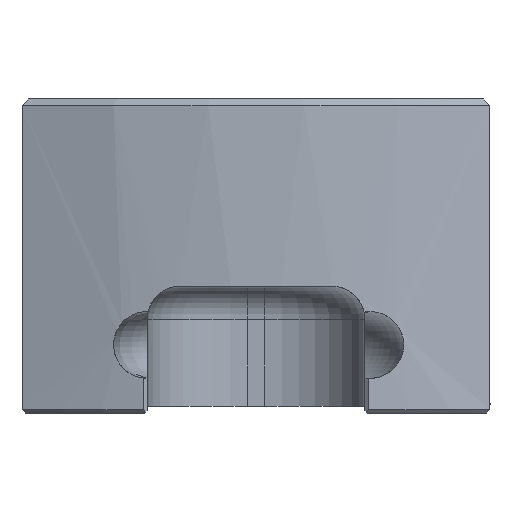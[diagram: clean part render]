
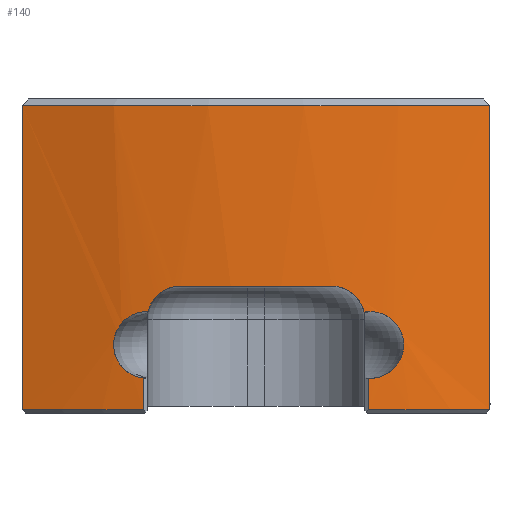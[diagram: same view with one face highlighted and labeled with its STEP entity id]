
A CAD part, left-side view. The second image highlights one B-rep face of the part: STEP entity #140.
In plain terms, the highlighted cylindrical face has radius 95 mm (diameter 190 mm), a partial arc.
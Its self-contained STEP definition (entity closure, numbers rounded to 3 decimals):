
#67=CYLINDRICAL_SURFACE('',#1533,95.);
#99=B_SPLINE_CURVE_WITH_KNOTS('',3,(#2305,#2306,#2307,#2308,#2309,#2310),
 .UNSPECIFIED.,.F.,.F.,(4,2,4),(0.,0.5,1.),.UNSPECIFIED.);
#100=B_SPLINE_CURVE_WITH_KNOTS('',3,(#2313,#2314,#2315,#2316,#2317,#2318,
#2319,#2320,#2321,#2322),.UNSPECIFIED.,.F.,.F.,(4,2,2,2,4),(0.,0.25,0.5,
0.75,1.),.UNSPECIFIED.);
#101=B_SPLINE_CURVE_WITH_KNOTS('',3,(#2335,#2336,#2337,#2338,#2339,#2340,
#2341,#2342,#2343,#2344),.UNSPECIFIED.,.F.,.F.,(4,2,2,2,4),(0.,0.25,0.5,
0.75,1.),.UNSPECIFIED.);
#102=B_SPLINE_CURVE_WITH_KNOTS('',3,(#2346,#2347,#2348,#2349,#2350,#2351),
 .UNSPECIFIED.,.F.,.F.,(4,2,4),(0.,0.5,1.),.UNSPECIFIED.);
#140=ADVANCED_FACE('',(#265),#67,.T.);
#265=FACE_OUTER_BOUND('',#347,.T.);
#347=EDGE_LOOP('',(#575,#576,#577,#578,#579,#580,#581,#582,#583,#584,#585,
#586,#587));
#430=CIRCLE('',#1527,95.);
#431=CIRCLE('',#1529,95.);
#432=CIRCLE('',#1530,95.);
#433=CIRCLE('',#1531,95.);
#434=CIRCLE('',#1532,95.);
#575=ORIENTED_EDGE('',*,*,#1104,.T.);
#576=ORIENTED_EDGE('',*,*,#1105,.T.);
#577=ORIENTED_EDGE('',*,*,#1106,.F.);
#578=ORIENTED_EDGE('',*,*,#1107,.T.);
#579=ORIENTED_EDGE('',*,*,#1108,.F.);
#580=ORIENTED_EDGE('',*,*,#1109,.T.);
#581=ORIENTED_EDGE('',*,*,#1103,.F.);
#582=ORIENTED_EDGE('',*,*,#1054,.F.);
#583=ORIENTED_EDGE('',*,*,#1110,.F.);
#584=ORIENTED_EDGE('',*,*,#1111,.T.);
#585=ORIENTED_EDGE('',*,*,#1112,.T.);
#586=ORIENTED_EDGE('',*,*,#1113,.T.);
#587=ORIENTED_EDGE('',*,*,#1114,.T.);
#911=VERTEX_POINT('',#2107);
#917=VERTEX_POINT('',#2129);
#955=VERTEX_POINT('',#2289);
#956=VERTEX_POINT('',#2311);
#957=VERTEX_POINT('',#2312);
#958=VERTEX_POINT('',#2323);
#959=VERTEX_POINT('',#2325);
#960=VERTEX_POINT('',#2327);
#961=VERTEX_POINT('',#2329);
#962=VERTEX_POINT('',#2332);
#963=VERTEX_POINT('',#2334);
#964=VERTEX_POINT('',#2345);
#965=VERTEX_POINT('',#2352);
#1054=EDGE_CURVE('',#911,#917,#1255,.T.);
#1103=EDGE_CURVE('',#917,#955,#430,.T.);
#1104=EDGE_CURVE('',#956,#957,#99,.T.);
#1105=EDGE_CURVE('',#957,#958,#100,.T.);
#1106=EDGE_CURVE('',#959,#958,#431,.T.);
#1107=EDGE_CURVE('',#959,#960,#1281,.T.);
#1108=EDGE_CURVE('',#961,#960,#432,.T.);
#1109=EDGE_CURVE('',#961,#955,#1282,.T.);
#1110=EDGE_CURVE('',#962,#911,#433,.T.);
#1111=EDGE_CURVE('',#962,#963,#1283,.T.);
#1112=EDGE_CURVE('',#963,#964,#101,.T.);
#1113=EDGE_CURVE('',#964,#965,#102,.T.);
#1114=EDGE_CURVE('',#965,#956,#434,.T.);
#1255=LINE('',#2128,#1373);
#1281=LINE('',#2326,#1399);
#1282=LINE('',#2330,#1400);
#1283=LINE('',#2333,#1401);
#1373=VECTOR('',#1698,1.);
#1399=VECTOR('',#1774,1.);
#1400=VECTOR('',#1777,1.);
#1401=VECTOR('',#1780,1.);
#1527=AXIS2_PLACEMENT_3D('',#2303,#1768,#1769);
#1529=AXIS2_PLACEMENT_3D('',#2324,#1772,#1773);
#1530=AXIS2_PLACEMENT_3D('',#2328,#1775,#1776);
#1531=AXIS2_PLACEMENT_3D('',#2331,#1778,#1779);
#1532=AXIS2_PLACEMENT_3D('',#2353,#1781,#1782);
#1533=AXIS2_PLACEMENT_3D('',#2354,#1783,#1784);
#1698=DIRECTION('',(0.,0.,1.));
#1768=DIRECTION('',(0.,0.,1.));
#1769=DIRECTION('',(-0.93,0.368,0.));
#1772=DIRECTION('',(0.,0.,1.));
#1773=DIRECTION('',(-0.984,-0.178,0.));
#1774=DIRECTION('',(0.,0.,-1.));
#1775=DIRECTION('',(0.,0.,-1.));
#1776=DIRECTION('',(-0.93,-0.368,0.));
#1777=DIRECTION('',(0.,0.,1.));
#1778=DIRECTION('',(0.,0.,-1.));
#1779=DIRECTION('',(-0.984,0.178,0.));
#1780=DIRECTION('',(0.,0.,1.));
#1781=DIRECTION('',(0.,0.,1.));
#1782=DIRECTION('',(-1.,0.,0.));
#1783=DIRECTION('',(0.,0.,1.));
#1784=DIRECTION('',(-1.,0.,0.));
#2107=CARTESIAN_POINT('',(-240.318,35.,-46.5));
#2128=CARTESIAN_POINT('',(-240.318,35.,-46.5));
#2129=CARTESIAN_POINT('',(-240.318,35.,-1.));
#2289=CARTESIAN_POINT('',(-240.318,-35.,-1.));
#2303=CARTESIAN_POINT('',(-152.,0.,-1.));
#2305=CARTESIAN_POINT('',(-246.326,-11.3,-28.));
#2306=CARTESIAN_POINT('',(-246.19,-12.431,-28.));
#2307=CARTESIAN_POINT('',(-246.036,-13.527,-28.383));
#2308=CARTESIAN_POINT('',(-245.765,-15.295,-29.789));
#2309=CARTESIAN_POINT('',(-245.657,-15.921,-30.776));
#2310=CARTESIAN_POINT('',(-245.613,-16.174,-31.886));
#2311=CARTESIAN_POINT('',(-246.326,-11.3,-28.));
#2312=CARTESIAN_POINT('',(-245.613,-16.174,-31.886));
#2313=CARTESIAN_POINT('',(-245.613,-16.174,-31.886));
#2314=CARTESIAN_POINT('',(-245.376,-17.545,-31.628));
#2315=CARTESIAN_POINT('',(-245.09,-18.987,-31.97));
#2316=CARTESIAN_POINT('',(-244.613,-21.19,-33.613));
#2317=CARTESIAN_POINT('',(-244.431,-21.943,-34.924));
#2318=CARTESIAN_POINT('',(-244.367,-22.211,-37.721));
#2319=CARTESIAN_POINT('',(-244.489,-21.717,-39.165));
#2320=CARTESIAN_POINT('',(-244.908,-19.849,-41.199));
#2321=CARTESIAN_POINT('',(-245.194,-18.492,-41.8));
#2322=CARTESIAN_POINT('',(-245.448,-17.1,-41.8));
#2323=CARTESIAN_POINT('',(-245.448,-17.1,-41.8));
#2324=CARTESIAN_POINT('',(-152.,0.,-41.8));
#2325=CARTESIAN_POINT('',(-245.487,-16.889,-41.8));
#2326=CARTESIAN_POINT('',(-245.487,-16.889,-41.8));
#2327=CARTESIAN_POINT('',(-245.487,-16.889,-46.5));
#2328=CARTESIAN_POINT('',(-152.,0.,-46.5));
#2329=CARTESIAN_POINT('',(-240.318,-35.,-46.5));
#2330=CARTESIAN_POINT('',(-240.318,-35.,-46.5));
#2331=CARTESIAN_POINT('',(-152.,0.,-46.5));
#2332=CARTESIAN_POINT('',(-245.487,16.889,-46.5));
#2333=CARTESIAN_POINT('',(-245.487,16.889,-46.5));
#2334=CARTESIAN_POINT('',(-245.487,16.889,-41.765));
#2335=CARTESIAN_POINT('',(-245.487,16.889,-41.765));
#2336=CARTESIAN_POINT('',(-245.258,18.156,-41.615));
#2337=CARTESIAN_POINT('',(-245.015,19.334,-40.973));
#2338=CARTESIAN_POINT('',(-244.663,20.959,-39.016));
#2339=CARTESIAN_POINT('',(-244.563,21.381,-37.702));
#2340=CARTESIAN_POINT('',(-244.606,21.191,-35.153));
#2341=CARTESIAN_POINT('',(-244.749,20.58,-33.92));
#2342=CARTESIAN_POINT('',(-245.149,18.686,-32.226));
#2343=CARTESIAN_POINT('',(-245.396,17.431,-31.765));
#2344=CARTESIAN_POINT('',(-245.616,16.154,-31.802));
#2345=CARTESIAN_POINT('',(-245.616,16.154,-31.802));
#2346=CARTESIAN_POINT('',(-245.616,16.154,-31.802));
#2347=CARTESIAN_POINT('',(-245.663,15.885,-30.711));
#2348=CARTESIAN_POINT('',(-245.771,15.257,-29.747));
#2349=CARTESIAN_POINT('',(-246.04,13.5,-28.373));
#2350=CARTESIAN_POINT('',(-246.192,12.416,-28.));
#2351=CARTESIAN_POINT('',(-246.326,11.3,-28.));
#2352=CARTESIAN_POINT('',(-246.326,11.3,-28.));
#2353=CARTESIAN_POINT('',(-152.,0.,-28.));
#2354=CARTESIAN_POINT('',(-152.,0.,-47.));
